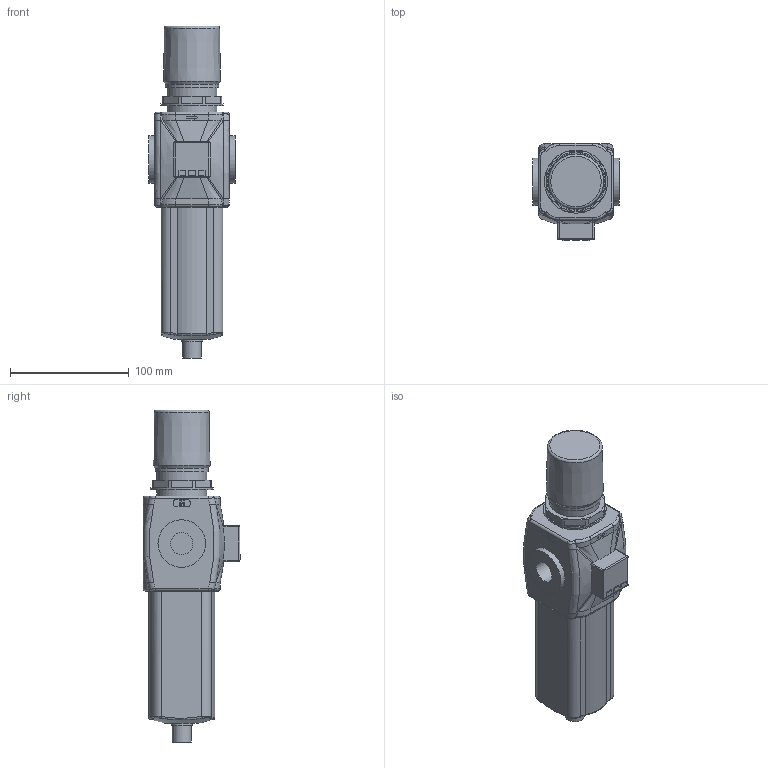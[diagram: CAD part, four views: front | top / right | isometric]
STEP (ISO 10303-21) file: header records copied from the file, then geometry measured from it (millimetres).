
FILE_DESCRIPTION((''),'2;1');
FILE_NAME('#173BEP##.stp','2013-09-25T10:54:23',('valotma1'),(''),'Autodesk Inventor 2013','Autodesk Inventor 2013','');
FILE_SCHEMA(('AUTOMOTIVE_DESIGN { 1 0 10303 214 1 1 1 1 }'));
Length unit declared in the file: millimetre
Products named in the file (3): #173BEP##; 1702-012G
Assembly tree (2 placements, depth 2):
  #173BEP##
    #173BEP##
    1702-012G
Bounding box: 73 x 82.3 x 279.65 mm (x, y, z)
Volume: 756768.5 mm3; surface area: 71070.9 mm2
Topology: 2 solids, 3 shells, 317 faces, 766 edges, 484 vertices
Faces by surface type: plane 140, cylinder 94, bspline 42, torus 24, cone 13, sphere 4
Full cylindrical faces by diameter (mm): 4.5 x1, 12 x1, 16 x1, 18 x1, 18.631 x2, 23.8 x1, 28.8 x1, 40 x2, 40.376 x1, 42 x1, 43 x1, 45 x1, 53 x1
Entity records: 10386 total; most frequent: CARTESIAN_POINT 3128, ORIENTED_EDGE 1482, DIRECTION 1392, EDGE_CURVE 741, AXIS2_PLACEMENT_3D 510, VERTEX_POINT 481, VECTOR 372, LINE 372
